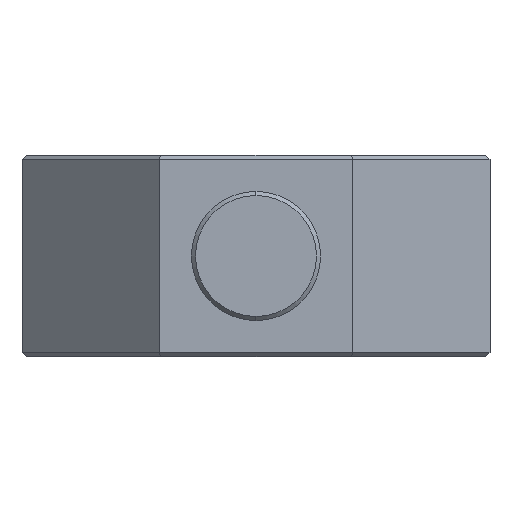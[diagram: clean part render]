
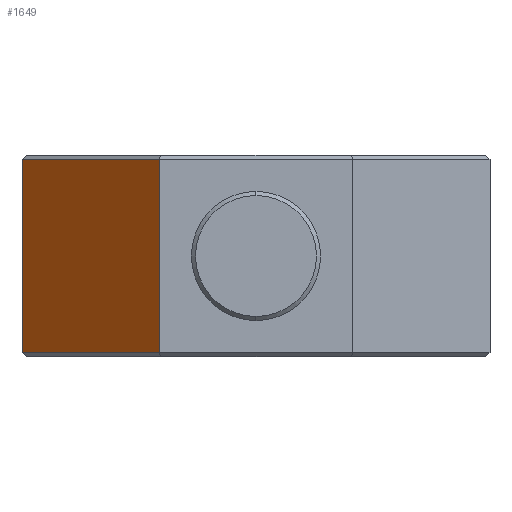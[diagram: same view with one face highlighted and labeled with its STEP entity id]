
A CAD part, left-side view. The second image highlights one B-rep face of the part: STEP entity #1649.
In plain terms, the highlighted planar face has unit normal (-0.707, 0.707, 0).
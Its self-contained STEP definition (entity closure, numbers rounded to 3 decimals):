
#6 = CARTESIAN_POINT ( 'NONE',  ( -12.012, 29., 12. ) ) ;
#35 = LINE ( 'NONE', #1358, #409 ) ;
#79 = EDGE_CURVE ( 'NONE', #282, #398, #35, .T. ) ;
#108 = CARTESIAN_POINT ( 'NONE',  ( -29., 12.012, -12. ) ) ;
#113 = VECTOR ( 'NONE', #1265, 1000. ) ;
#239 = VERTEX_POINT ( 'NONE', #2110 ) ;
#282 = VERTEX_POINT ( 'NONE', #1116 ) ;
#383 = CARTESIAN_POINT ( 'NONE',  ( -12.012, 29., 12.5 ) ) ;
#398 = VERTEX_POINT ( 'NONE', #108 ) ;
#409 = VECTOR ( 'NONE', #1201, 1000. ) ;
#551 = EDGE_LOOP ( 'NONE', ( #1701, #579, #1527, #1909 ) ) ;
#568 = CARTESIAN_POINT ( 'NONE',  ( -12.012, 29., 12.5 ) ) ;
#579 = ORIENTED_EDGE ( 'NONE', *, *, #79, .T. ) ;
#661 = VECTOR ( 'NONE', #1156, 1000. ) ;
#722 = VERTEX_POINT ( 'NONE', #1651 ) ;
#750 = DIRECTION ( 'NONE',  ( 0.707, 0.707, 0. ) ) ;
#815 = LINE ( 'NONE', #6, #661 ) ;
#854 = LINE ( 'NONE', #383, #1573 ) ;
#938 = FACE_OUTER_BOUND ( 'NONE', #551, .T. ) ;
#1039 = EDGE_CURVE ( 'NONE', #722, #282, #854, .T. ) ;
#1055 = DIRECTION ( 'NONE',  ( 0., 0., -1. ) ) ;
#1116 = CARTESIAN_POINT ( 'NONE',  ( -12.012, 29., -12. ) ) ;
#1142 = AXIS2_PLACEMENT_3D ( 'NONE', #568, #1872, #750 ) ;
#1156 = DIRECTION ( 'NONE',  ( 0.707, 0.707, 0. ) ) ;
#1201 = DIRECTION ( 'NONE',  ( -0.707, -0.707, 0. ) ) ;
#1265 = DIRECTION ( 'NONE',  ( 0., 0., -1. ) ) ;
#1358 = CARTESIAN_POINT ( 'NONE',  ( -12.012, 29., -12. ) ) ;
#1527 = ORIENTED_EDGE ( 'NONE', *, *, #2010, .F. ) ;
#1538 = CARTESIAN_POINT ( 'NONE',  ( -29., 12.012, 12.5 ) ) ;
#1573 = VECTOR ( 'NONE', #1055, 1000. ) ;
#1585 = PLANE ( 'NONE',  #1142 ) ;
#1649 = ADVANCED_FACE ( 'NONE', ( #938 ), #1585, .F. ) ;
#1651 = CARTESIAN_POINT ( 'NONE',  ( -12.012, 29., 12. ) ) ;
#1701 = ORIENTED_EDGE ( 'NONE', *, *, #1039, .T. ) ;
#1820 = EDGE_CURVE ( 'NONE', #239, #722, #815, .T. ) ;
#1872 = DIRECTION ( 'NONE',  ( 0.707, -0.707, 0. ) ) ;
#1882 = LINE ( 'NONE', #1538, #113 ) ;
#1909 = ORIENTED_EDGE ( 'NONE', *, *, #1820, .T. ) ;
#2010 = EDGE_CURVE ( 'NONE', #239, #398, #1882, .T. ) ;
#2110 = CARTESIAN_POINT ( 'NONE',  ( -29., 12.012, 12. ) ) ;
